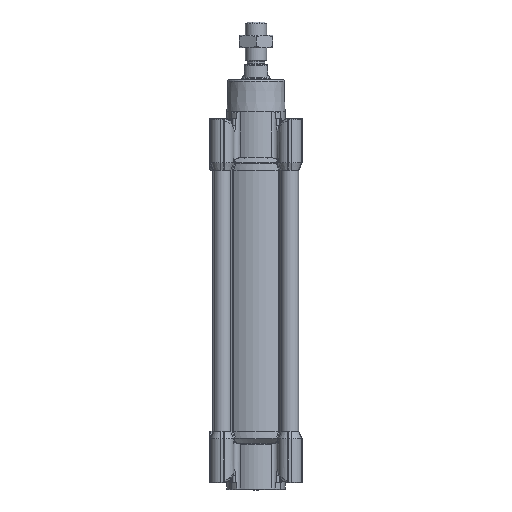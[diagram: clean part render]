
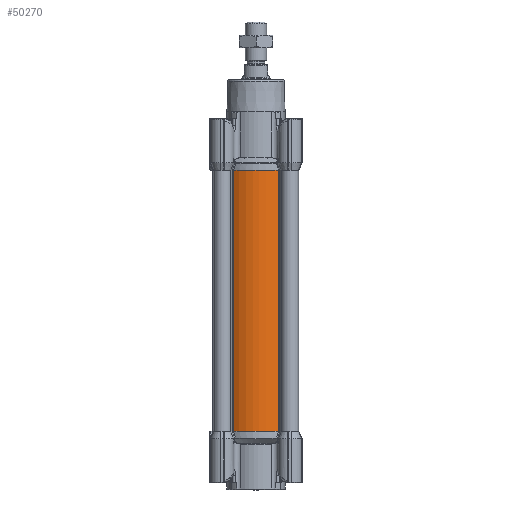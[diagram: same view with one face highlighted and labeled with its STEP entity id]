
A CAD part, top view. The second image highlights one B-rep face of the part: STEP entity #50270.
In plain terms, the highlighted cylindrical face has radius 22 mm (diameter 44 mm), a partial arc.
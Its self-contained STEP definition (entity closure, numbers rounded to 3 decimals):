
#2786 = VERTEX_POINT ( 'NONE', #42854 ) ;
#8952 = CARTESIAN_POINT ( 'NONE',  ( 0., 29., 0. ) ) ;
#11294 = DIRECTION ( 'NONE',  ( 0., -1., 0. ) ) ;
#11906 = LINE ( 'NONE', #56130, #108062 ) ;
#12476 = ORIENTED_EDGE ( 'NONE', *, *, #40261, .F. ) ;
#12511 = CYLINDRICAL_SURFACE ( 'NONE', #23020, 22. ) ;
#13666 = DIRECTION ( 'NONE',  ( 0., 0., 1. ) ) ;
#16916 = VERTEX_POINT ( 'NONE', #23542 ) ;
#17311 = CARTESIAN_POINT ( 'NONE',  ( -12.645, 29., 18.003 ) ) ;
#20210 = ORIENTED_EDGE ( 'NONE', *, *, #60139, .F. ) ;
#20240 = AXIS2_PLACEMENT_3D ( 'NONE', #8952, #81400, #89639 ) ;
#21010 = AXIS2_PLACEMENT_3D ( 'NONE', #43640, #50715, #25893 ) ;
#23020 = AXIS2_PLACEMENT_3D ( 'NONE', #68408, #112021, #13666 ) ;
#23542 = CARTESIAN_POINT ( 'NONE',  ( 12.645, 29., 18.003 ) ) ;
#25893 = DIRECTION ( 'NONE',  ( 0., 0., -1. ) ) ;
#27830 = LINE ( 'NONE', #47291, #77816 ) ;
#31344 = FACE_OUTER_BOUND ( 'NONE', #49924, .T. ) ;
#34135 = CARTESIAN_POINT ( 'NONE',  ( 12.645, 176., 18.003 ) ) ;
#35234 = ORIENTED_EDGE ( 'NONE', *, *, #56221, .T. ) ;
#40261 = EDGE_CURVE ( 'NONE', #2786, #51196, #53024, .T. ) ;
#42854 = CARTESIAN_POINT ( 'NONE',  ( -12.645, 176., 18.003 ) ) ;
#43640 = CARTESIAN_POINT ( 'NONE',  ( 0., 176., 0. ) ) ;
#47291 = CARTESIAN_POINT ( 'NONE',  ( -12.645, 76., 18.003 ) ) ;
#49924 = EDGE_LOOP ( 'NONE', ( #35234, #20210, #12476, #103785 ) ) ;
#50270 = ADVANCED_FACE ( 'NONE', ( #31344 ), #12511, .T. ) ;
#50715 = DIRECTION ( 'NONE',  ( 0., 1., 0. ) ) ;
#51196 = VERTEX_POINT ( 'NONE', #34135 ) ;
#53024 = CIRCLE ( 'NONE', #21010, 22. ) ;
#56130 = CARTESIAN_POINT ( 'NONE',  ( 12.645, 76., 18.003 ) ) ;
#56221 = EDGE_CURVE ( 'NONE', #57729, #16916, #69199, .T. ) ;
#57729 = VERTEX_POINT ( 'NONE', #17311 ) ;
#60139 = EDGE_CURVE ( 'NONE', #51196, #16916, #11906, .T. ) ;
#68408 = CARTESIAN_POINT ( 'NONE',  ( 0., 76., 0. ) ) ;
#69199 = CIRCLE ( 'NONE', #20240, 22. ) ;
#77816 = VECTOR ( 'NONE', #11294, 1000. ) ;
#81400 = DIRECTION ( 'NONE',  ( 0., 1., 0. ) ) ;
#84909 = DIRECTION ( 'NONE',  ( 0., -1., 0. ) ) ;
#89639 = DIRECTION ( 'NONE',  ( 0., 0., -1. ) ) ;
#103785 = ORIENTED_EDGE ( 'NONE', *, *, #106702, .T. ) ;
#106702 = EDGE_CURVE ( 'NONE', #2786, #57729, #27830, .T. ) ;
#108062 = VECTOR ( 'NONE', #84909, 1000. ) ;
#112021 = DIRECTION ( 'NONE',  ( 0., -1., 0. ) ) ;
